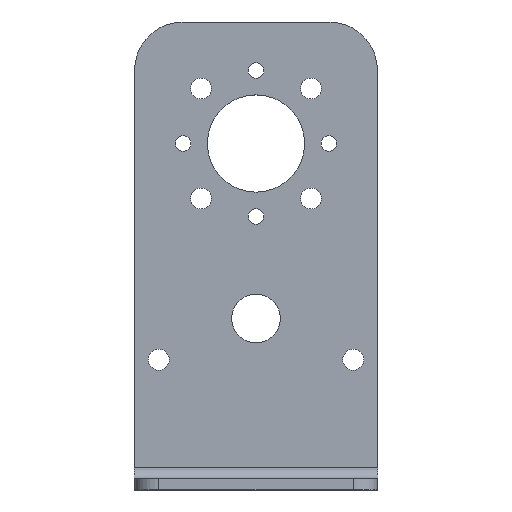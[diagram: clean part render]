
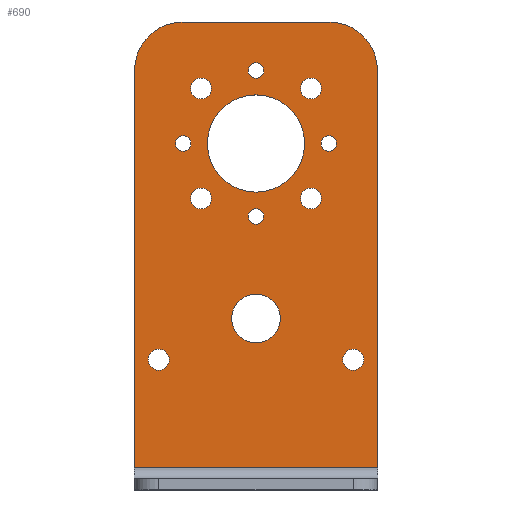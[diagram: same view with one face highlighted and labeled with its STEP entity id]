
A CAD part, top view. The second image highlights one B-rep face of the part: STEP entity #690.
In plain terms, the highlighted planar face has unit normal (0, 0, 1).
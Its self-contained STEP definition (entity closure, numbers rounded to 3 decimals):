
#31=FACE_BOUND('',#135,.T.);
#32=FACE_BOUND('',#136,.T.);
#33=FACE_BOUND('',#137,.T.);
#34=FACE_BOUND('',#138,.T.);
#35=FACE_BOUND('',#139,.T.);
#36=FACE_BOUND('',#140,.T.);
#37=FACE_BOUND('',#141,.T.);
#38=FACE_BOUND('',#142,.T.);
#39=FACE_BOUND('',#143,.T.);
#40=FACE_BOUND('',#144,.T.);
#41=FACE_BOUND('',#145,.T.);
#42=FACE_BOUND('',#146,.T.);
#54=PLANE('',#796);
#86=FACE_OUTER_BOUND('',#134,.T.);
#134=EDGE_LOOP('',(#611,#612,#613,#614,#615,#616));
#135=EDGE_LOOP('',(#617,#618));
#136=EDGE_LOOP('',(#619));
#137=EDGE_LOOP('',(#620));
#138=EDGE_LOOP('',(#621,#622));
#139=EDGE_LOOP('',(#623,#624));
#140=EDGE_LOOP('',(#625,#626));
#141=EDGE_LOOP('',(#627,#628));
#142=EDGE_LOOP('',(#629,#630));
#143=EDGE_LOOP('',(#631,#632));
#144=EDGE_LOOP('',(#633,#634));
#145=EDGE_LOOP('',(#635,#636));
#146=EDGE_LOOP('',(#637,#638));
#154=LINE('',#1052,#196);
#160=LINE('',#1086,#202);
#187=LINE('',#1204,#229);
#188=LINE('',#1206,#230);
#196=VECTOR('',#838,10.);
#202=VECTOR('',#872,10.);
#229=VECTOR('',#1007,10.);
#230=VECTOR('',#1010,10.);
#231=CIRCLE('',#712,5.);
#232=CIRCLE('',#713,5.);
#236=CIRCLE('',#718,2.15);
#239=CIRCLE('',#722,2.15);
#240=CIRCLE('',#724,10.);
#252=CIRCLE('',#739,10.);
#259=CIRCLE('',#750,10.);
#260=CIRCLE('',#751,10.);
#261=CIRCLE('',#753,2.15);
#262=CIRCLE('',#754,2.15);
#263=CIRCLE('',#756,2.15);
#264=CIRCLE('',#757,2.15);
#265=CIRCLE('',#759,2.15);
#266=CIRCLE('',#760,2.15);
#267=CIRCLE('',#762,2.15);
#268=CIRCLE('',#763,2.15);
#269=CIRCLE('',#765,1.6);
#270=CIRCLE('',#766,1.6);
#271=CIRCLE('',#768,1.6);
#272=CIRCLE('',#769,1.6);
#273=CIRCLE('',#771,1.6);
#274=CIRCLE('',#772,1.6);
#275=CIRCLE('',#774,1.6);
#276=CIRCLE('',#775,1.6);
#285=VERTEX_POINT('',#1015);
#286=VERTEX_POINT('',#1016);
#290=VERTEX_POINT('',#1027);
#293=VERTEX_POINT('',#1035);
#294=VERTEX_POINT('',#1039);
#295=VERTEX_POINT('',#1040);
#299=VERTEX_POINT('',#1050);
#312=VERTEX_POINT('',#1080);
#313=VERTEX_POINT('',#1084);
#320=VERTEX_POINT('',#1104);
#321=VERTEX_POINT('',#1105);
#322=VERTEX_POINT('',#1110);
#323=VERTEX_POINT('',#1111);
#324=VERTEX_POINT('',#1116);
#325=VERTEX_POINT('',#1117);
#326=VERTEX_POINT('',#1122);
#327=VERTEX_POINT('',#1123);
#328=VERTEX_POINT('',#1128);
#329=VERTEX_POINT('',#1129);
#330=VERTEX_POINT('',#1134);
#331=VERTEX_POINT('',#1135);
#332=VERTEX_POINT('',#1140);
#333=VERTEX_POINT('',#1141);
#334=VERTEX_POINT('',#1146);
#335=VERTEX_POINT('',#1147);
#336=VERTEX_POINT('',#1152);
#337=VERTEX_POINT('',#1153);
#350=VERTEX_POINT('',#1199);
#351=EDGE_CURVE('',#285,#286,#231,.T.);
#352=EDGE_CURVE('',#286,#285,#232,.T.);
#358=EDGE_CURVE('',#290,#290,#236,.T.);
#362=EDGE_CURVE('',#293,#293,#239,.T.);
#363=EDGE_CURVE('',#294,#295,#240,.T.);
#369=EDGE_CURVE('',#299,#294,#154,.T.);
#383=EDGE_CURVE('',#312,#299,#252,.T.);
#386=EDGE_CURVE('',#313,#312,#160,.T.);
#395=EDGE_CURVE('',#320,#321,#259,.T.);
#396=EDGE_CURVE('',#321,#320,#260,.T.);
#398=EDGE_CURVE('',#322,#323,#261,.T.);
#399=EDGE_CURVE('',#323,#322,#262,.T.);
#401=EDGE_CURVE('',#324,#325,#263,.T.);
#402=EDGE_CURVE('',#325,#324,#264,.T.);
#404=EDGE_CURVE('',#326,#327,#265,.T.);
#405=EDGE_CURVE('',#327,#326,#266,.T.);
#407=EDGE_CURVE('',#328,#329,#267,.T.);
#408=EDGE_CURVE('',#329,#328,#268,.T.);
#410=EDGE_CURVE('',#330,#331,#269,.T.);
#411=EDGE_CURVE('',#331,#330,#270,.T.);
#413=EDGE_CURVE('',#332,#333,#271,.T.);
#414=EDGE_CURVE('',#333,#332,#272,.T.);
#416=EDGE_CURVE('',#334,#335,#273,.T.);
#417=EDGE_CURVE('',#335,#334,#274,.T.);
#419=EDGE_CURVE('',#336,#337,#275,.T.);
#420=EDGE_CURVE('',#337,#336,#276,.T.);
#445=EDGE_CURVE('',#313,#350,#187,.T.);
#446=EDGE_CURVE('',#295,#350,#188,.T.);
#611=ORIENTED_EDGE('',*,*,#363,.F.);
#612=ORIENTED_EDGE('',*,*,#369,.F.);
#613=ORIENTED_EDGE('',*,*,#383,.F.);
#614=ORIENTED_EDGE('',*,*,#386,.F.);
#615=ORIENTED_EDGE('',*,*,#445,.T.);
#616=ORIENTED_EDGE('',*,*,#446,.F.);
#617=ORIENTED_EDGE('',*,*,#351,.T.);
#618=ORIENTED_EDGE('',*,*,#352,.T.);
#619=ORIENTED_EDGE('',*,*,#358,.T.);
#620=ORIENTED_EDGE('',*,*,#362,.T.);
#621=ORIENTED_EDGE('',*,*,#395,.T.);
#622=ORIENTED_EDGE('',*,*,#396,.T.);
#623=ORIENTED_EDGE('',*,*,#398,.T.);
#624=ORIENTED_EDGE('',*,*,#399,.T.);
#625=ORIENTED_EDGE('',*,*,#401,.T.);
#626=ORIENTED_EDGE('',*,*,#402,.T.);
#627=ORIENTED_EDGE('',*,*,#404,.T.);
#628=ORIENTED_EDGE('',*,*,#405,.T.);
#629=ORIENTED_EDGE('',*,*,#407,.T.);
#630=ORIENTED_EDGE('',*,*,#408,.T.);
#631=ORIENTED_EDGE('',*,*,#410,.T.);
#632=ORIENTED_EDGE('',*,*,#411,.T.);
#633=ORIENTED_EDGE('',*,*,#413,.T.);
#634=ORIENTED_EDGE('',*,*,#414,.T.);
#635=ORIENTED_EDGE('',*,*,#416,.T.);
#636=ORIENTED_EDGE('',*,*,#417,.T.);
#637=ORIENTED_EDGE('',*,*,#419,.T.);
#638=ORIENTED_EDGE('',*,*,#420,.T.);
#690=ADVANCED_FACE('',(#86,#31,#32,#33,#34,#35,#36,#37,#38,#39,#40,#41,
#42),#54,.T.);
#712=AXIS2_PLACEMENT_3D('',#1017,#801,#802);
#713=AXIS2_PLACEMENT_3D('',#1018,#803,#804);
#718=AXIS2_PLACEMENT_3D('',#1029,#815,#816);
#722=AXIS2_PLACEMENT_3D('',#1037,#824,#825);
#724=AXIS2_PLACEMENT_3D('',#1041,#828,#829);
#739=AXIS2_PLACEMENT_3D('',#1081,#866,#867);
#750=AXIS2_PLACEMENT_3D('',#1106,#893,#894);
#751=AXIS2_PLACEMENT_3D('',#1107,#895,#896);
#753=AXIS2_PLACEMENT_3D('',#1112,#900,#901);
#754=AXIS2_PLACEMENT_3D('',#1113,#902,#903);
#756=AXIS2_PLACEMENT_3D('',#1118,#907,#908);
#757=AXIS2_PLACEMENT_3D('',#1119,#909,#910);
#759=AXIS2_PLACEMENT_3D('',#1124,#914,#915);
#760=AXIS2_PLACEMENT_3D('',#1125,#916,#917);
#762=AXIS2_PLACEMENT_3D('',#1130,#921,#922);
#763=AXIS2_PLACEMENT_3D('',#1131,#923,#924);
#765=AXIS2_PLACEMENT_3D('',#1136,#928,#929);
#766=AXIS2_PLACEMENT_3D('',#1137,#930,#931);
#768=AXIS2_PLACEMENT_3D('',#1142,#935,#936);
#769=AXIS2_PLACEMENT_3D('',#1143,#937,#938);
#771=AXIS2_PLACEMENT_3D('',#1148,#942,#943);
#772=AXIS2_PLACEMENT_3D('',#1149,#944,#945);
#774=AXIS2_PLACEMENT_3D('',#1154,#949,#950);
#775=AXIS2_PLACEMENT_3D('',#1155,#951,#952);
#796=AXIS2_PLACEMENT_3D('',#1207,#1011,#1012);
#801=DIRECTION('center_axis',(0.,0.,-1.));
#802=DIRECTION('ref_axis',(1.,0.,0.));
#803=DIRECTION('center_axis',(0.,0.,-1.));
#804=DIRECTION('ref_axis',(1.,0.,0.));
#815=DIRECTION('center_axis',(0.,0.,-1.));
#816=DIRECTION('ref_axis',(-1.,0.,0.));
#824=DIRECTION('center_axis',(0.,0.,-1.));
#825=DIRECTION('ref_axis',(-1.,0.,0.));
#828=DIRECTION('center_axis',(0.,0.,-1.));
#829=DIRECTION('ref_axis',(0.707,0.707,0.));
#838=DIRECTION('',(1.,0.,0.));
#866=DIRECTION('center_axis',(0.,0.,-1.));
#867=DIRECTION('ref_axis',(-0.707,0.707,0.));
#872=DIRECTION('',(0.,1.,0.));
#893=DIRECTION('center_axis',(0.,0.,-1.));
#894=DIRECTION('ref_axis',(1.,0.,0.));
#895=DIRECTION('center_axis',(0.,0.,-1.));
#896=DIRECTION('ref_axis',(1.,0.,0.));
#900=DIRECTION('center_axis',(0.,0.,-1.));
#901=DIRECTION('ref_axis',(1.,0.,0.));
#902=DIRECTION('center_axis',(0.,0.,-1.));
#903=DIRECTION('ref_axis',(1.,0.,0.));
#907=DIRECTION('center_axis',(0.,0.,-1.));
#908=DIRECTION('ref_axis',(1.,0.,0.));
#909=DIRECTION('center_axis',(0.,0.,-1.));
#910=DIRECTION('ref_axis',(1.,0.,0.));
#914=DIRECTION('center_axis',(0.,0.,-1.));
#915=DIRECTION('ref_axis',(1.,0.,0.));
#916=DIRECTION('center_axis',(0.,0.,-1.));
#917=DIRECTION('ref_axis',(1.,0.,0.));
#921=DIRECTION('center_axis',(0.,0.,-1.));
#922=DIRECTION('ref_axis',(1.,0.,0.));
#923=DIRECTION('center_axis',(0.,0.,-1.));
#924=DIRECTION('ref_axis',(1.,0.,0.));
#928=DIRECTION('center_axis',(0.,0.,-1.));
#929=DIRECTION('ref_axis',(1.,0.,0.));
#930=DIRECTION('center_axis',(0.,0.,-1.));
#931=DIRECTION('ref_axis',(1.,0.,0.));
#935=DIRECTION('center_axis',(0.,0.,-1.));
#936=DIRECTION('ref_axis',(1.,0.,0.));
#937=DIRECTION('center_axis',(0.,0.,-1.));
#938=DIRECTION('ref_axis',(1.,0.,0.));
#942=DIRECTION('center_axis',(0.,0.,-1.));
#943=DIRECTION('ref_axis',(1.,0.,0.));
#944=DIRECTION('center_axis',(0.,0.,-1.));
#945=DIRECTION('ref_axis',(1.,0.,0.));
#949=DIRECTION('center_axis',(0.,0.,-1.));
#950=DIRECTION('ref_axis',(1.,0.,0.));
#951=DIRECTION('center_axis',(0.,0.,-1.));
#952=DIRECTION('ref_axis',(1.,0.,0.));
#1007=DIRECTION('',(1.,0.,0.));
#1010=DIRECTION('',(0.,-1.,0.));
#1011=DIRECTION('center_axis',(0.,0.,1.));
#1012=DIRECTION('ref_axis',(1.,0.,0.));
#1015=CARTESIAN_POINT('',(5.,-36.,2.3));
#1016=CARTESIAN_POINT('',(-5.,-36.,2.3));
#1017=CARTESIAN_POINT('Origin',(0.,-36.,2.3));
#1018=CARTESIAN_POINT('Origin',(0.,-36.,2.3));
#1027=CARTESIAN_POINT('',(22.15,-44.5,2.3));
#1029=CARTESIAN_POINT('Origin',(20.,-44.5,2.3));
#1035=CARTESIAN_POINT('',(-17.85,-44.5,2.3));
#1037=CARTESIAN_POINT('Origin',(-20.,-44.5,2.3));
#1039=CARTESIAN_POINT('',(15.,25.,2.3));
#1040=CARTESIAN_POINT('',(25.,15.,2.3));
#1041=CARTESIAN_POINT('Origin',(15.,15.,2.3));
#1050=CARTESIAN_POINT('',(-15.,25.,2.3));
#1052=CARTESIAN_POINT('',(25.,25.,2.3));
#1080=CARTESIAN_POINT('',(-25.,15.,2.3));
#1081=CARTESIAN_POINT('Origin',(-15.,15.,2.3));
#1084=CARTESIAN_POINT('',(-25.,-66.7,2.3));
#1086=CARTESIAN_POINT('',(-25.,25.,2.3));
#1104=CARTESIAN_POINT('',(10.,0.,2.3));
#1105=CARTESIAN_POINT('',(-10.,0.,2.3));
#1106=CARTESIAN_POINT('Origin',(0.,0.,2.3));
#1107=CARTESIAN_POINT('Origin',(0.,0.,2.3));
#1110=CARTESIAN_POINT('',(13.464,-11.314,2.3));
#1111=CARTESIAN_POINT('',(9.164,-11.314,2.3));
#1112=CARTESIAN_POINT('Origin',(11.314,-11.314,2.3));
#1113=CARTESIAN_POINT('Origin',(11.314,-11.314,2.3));
#1116=CARTESIAN_POINT('',(-9.164,11.314,2.3));
#1117=CARTESIAN_POINT('',(-13.464,11.314,2.3));
#1118=CARTESIAN_POINT('Origin',(-11.314,11.314,2.3));
#1119=CARTESIAN_POINT('Origin',(-11.314,11.314,2.3));
#1122=CARTESIAN_POINT('',(-9.164,-11.314,2.3));
#1123=CARTESIAN_POINT('',(-13.464,-11.314,2.3));
#1124=CARTESIAN_POINT('Origin',(-11.314,-11.314,2.3));
#1125=CARTESIAN_POINT('Origin',(-11.314,-11.314,2.3));
#1128=CARTESIAN_POINT('',(13.464,11.314,2.3));
#1129=CARTESIAN_POINT('',(9.164,11.314,2.3));
#1130=CARTESIAN_POINT('Origin',(11.314,11.314,2.3));
#1131=CARTESIAN_POINT('Origin',(11.314,11.314,2.3));
#1134=CARTESIAN_POINT('',(1.6,-15.,2.3));
#1135=CARTESIAN_POINT('',(-1.6,-15.,2.3));
#1136=CARTESIAN_POINT('Origin',(0.,-15.,2.3));
#1137=CARTESIAN_POINT('Origin',(0.,-15.,2.3));
#1140=CARTESIAN_POINT('',(1.6,15.,2.3));
#1141=CARTESIAN_POINT('',(-1.6,15.,2.3));
#1142=CARTESIAN_POINT('Origin',(0.,15.,2.3));
#1143=CARTESIAN_POINT('Origin',(0.,15.,2.3));
#1146=CARTESIAN_POINT('',(-13.4,0.,2.3));
#1147=CARTESIAN_POINT('',(-16.6,0.,2.3));
#1148=CARTESIAN_POINT('Origin',(-15.,0.,2.3));
#1149=CARTESIAN_POINT('Origin',(-15.,0.,2.3));
#1152=CARTESIAN_POINT('',(16.6,0.,2.3));
#1153=CARTESIAN_POINT('',(13.4,0.,2.3));
#1154=CARTESIAN_POINT('Origin',(15.,0.,2.3));
#1155=CARTESIAN_POINT('Origin',(15.,0.,2.3));
#1199=CARTESIAN_POINT('',(25.,-66.7,2.3));
#1204=CARTESIAN_POINT('',(12.5,-66.7,2.3));
#1206=CARTESIAN_POINT('',(25.,-71.3,2.3));
#1207=CARTESIAN_POINT('Origin',(0.,-23.15,2.3));
